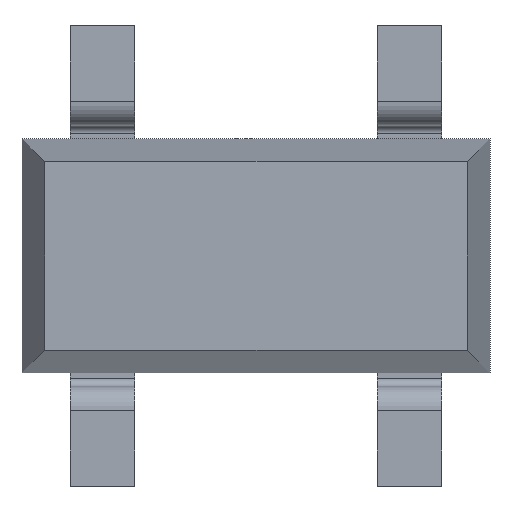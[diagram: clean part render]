
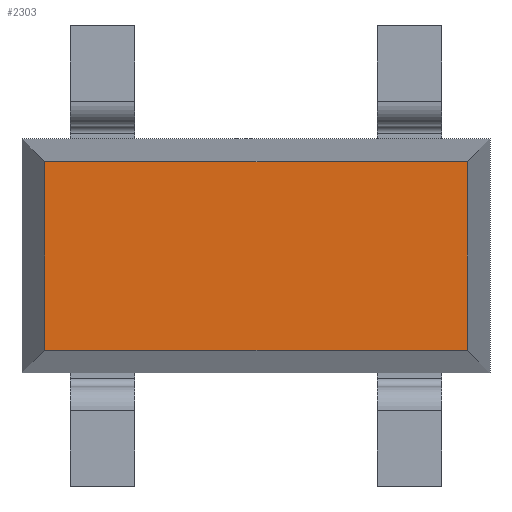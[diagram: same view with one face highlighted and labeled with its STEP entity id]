
A CAD part, front view. The second image highlights one B-rep face of the part: STEP entity #2303.
In plain terms, the highlighted planar face has unit normal (0, -1, 0).
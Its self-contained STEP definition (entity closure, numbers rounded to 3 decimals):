
#23 = CARTESIAN_POINT ( 'NONE',  ( 0., 0., 0. ) ) ;
#136 = CARTESIAN_POINT ( 'NONE',  ( 0.141, 0., -1.309 ) ) ;
#155 = CARTESIAN_POINT ( 'NONE',  ( 2.759, 0., 0. ) ) ;
#170 = VECTOR ( 'NONE', #891, 1000. ) ;
#198 = ORIENTED_EDGE ( 'NONE', *, *, #1282, .T. ) ;
#204 = PLANE ( 'NONE',  #491 ) ;
#241 = VERTEX_POINT ( 'NONE', #775 ) ;
#420 = VERTEX_POINT ( 'NONE', #1793 ) ;
#491 = AXIS2_PLACEMENT_3D ( 'NONE', #23, #2044, #778 ) ;
#524 = DIRECTION ( 'NONE',  ( 0., 0., 1. ) ) ;
#540 = ORIENTED_EDGE ( 'NONE', *, *, #1487, .T. ) ;
#706 = LINE ( 'NONE', #155, #1922 ) ;
#720 = VECTOR ( 'NONE', #1078, 1000. ) ;
#775 = CARTESIAN_POINT ( 'NONE',  ( 2.759, 0., -1.309 ) ) ;
#778 = DIRECTION ( 'NONE',  ( 0., 0., -1. ) ) ;
#870 = VECTOR ( 'NONE', #1423, 1000. ) ;
#885 = CARTESIAN_POINT ( 'NONE',  ( 0.141, 0., -1.45 ) ) ;
#891 = DIRECTION ( 'NONE',  ( -1., 0., 0. ) ) ;
#1064 = LINE ( 'NONE', #1433, #870 ) ;
#1078 = DIRECTION ( 'NONE',  ( 0., 0., -1. ) ) ;
#1190 = VERTEX_POINT ( 'NONE', #1258 ) ;
#1258 = CARTESIAN_POINT ( 'NONE',  ( 2.759, 0., -0.141 ) ) ;
#1282 = EDGE_CURVE ( 'NONE', #1190, #420, #2019, .T. ) ;
#1343 = ORIENTED_EDGE ( 'NONE', *, *, #2194, .T. ) ;
#1423 = DIRECTION ( 'NONE',  ( 1., 0., 0. ) ) ;
#1433 = CARTESIAN_POINT ( 'NONE',  ( 2.9, 0., -1.309 ) ) ;
#1487 = EDGE_CURVE ( 'NONE', #241, #1190, #706, .T. ) ;
#1514 = ORIENTED_EDGE ( 'NONE', *, *, #1925, .T. ) ;
#1604 = FACE_OUTER_BOUND ( 'NONE', #1897, .T. ) ;
#1793 = CARTESIAN_POINT ( 'NONE',  ( 0.141, 0., -0.141 ) ) ;
#1814 = LINE ( 'NONE', #885, #720 ) ;
#1863 = VERTEX_POINT ( 'NONE', #136 ) ;
#1897 = EDGE_LOOP ( 'NONE', ( #540, #198, #1514, #1343 ) ) ;
#1922 = VECTOR ( 'NONE', #524, 1000. ) ;
#1925 = EDGE_CURVE ( 'NONE', #420, #1863, #1814, .T. ) ;
#1968 = CARTESIAN_POINT ( 'NONE',  ( 0., 0., -0.141 ) ) ;
#2019 = LINE ( 'NONE', #1968, #170 ) ;
#2044 = DIRECTION ( 'NONE',  ( 0., -1., 0. ) ) ;
#2194 = EDGE_CURVE ( 'NONE', #1863, #241, #1064, .T. ) ;
#2303 = ADVANCED_FACE ( 'NONE', ( #1604 ), #204, .T. ) ;
